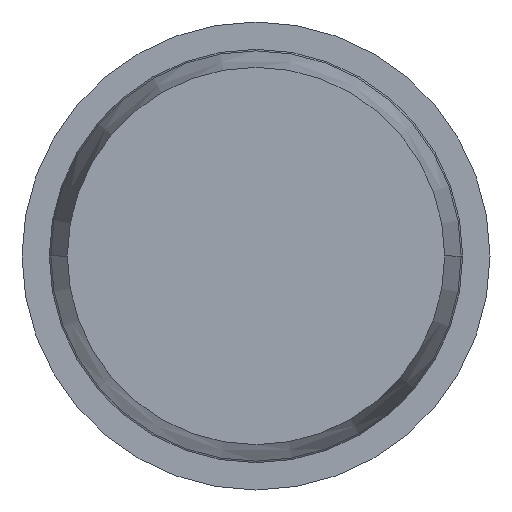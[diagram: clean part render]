
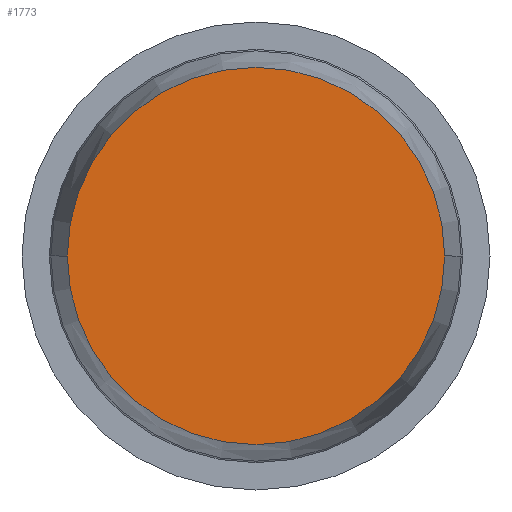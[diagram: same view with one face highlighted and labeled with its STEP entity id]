
A CAD part, front view. The second image highlights one B-rep face of the part: STEP entity #1773.
In plain terms, the highlighted planar face has unit normal (0, -1, 0).
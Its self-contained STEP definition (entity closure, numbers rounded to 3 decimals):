
#302 = FACE_OUTER_BOUND ( 'NONE', #3002, .T. ) ;
#381 = EDGE_CURVE ( 'Defeature ausgef�hrt1_2+Defeature ausgef�hrt1_11+Defeature ausgef�hrt1_11+Defeature ausgef�hrt1_11', #4107, #1238, #1551, .T. ) ;
#523 = DIRECTION ( 'NONE',  ( 0., -1., 0. ) ) ;
#526 = CARTESIAN_POINT ( 'NONE',  ( 1.209, -19., 0. ) ) ;
#932 = DIRECTION ( 'NONE',  ( 0., -1., 0. ) ) ;
#953 = DIRECTION ( 'NONE',  ( 0., -1., 0. ) ) ;
#1238 = VERTEX_POINT ( 'NONE', #526 ) ;
#1551 = CIRCLE ( 'NONE', #2593, 1.209 ) ;
#1563 = DIRECTION ( 'NONE',  ( 1., 0., 0. ) ) ;
#1773 = ADVANCED_FACE ( 'Defeature ausgef�hrt1_2', ( #302 ), #3653, .T. ) ;
#1985 = DIRECTION ( 'NONE',  ( 1., 0., 0. ) ) ;
#2018 = CARTESIAN_POINT ( 'NONE',  ( 0., -19., 0. ) ) ;
#2129 = EDGE_CURVE ( 'Defeature ausgef�hrt1_2+Defeature ausgef�hrt1_11+Defeature ausgef�hrt1_11+Defeature ausgef�hrt1_11', #1238, #4107, #3097, .T. ) ;
#2292 = AXIS2_PLACEMENT_3D ( 'NONE', #2018, #953, #3410 ) ;
#2384 = AXIS2_PLACEMENT_3D ( 'NONE', #4343, #523, #1563 ) ;
#2392 = CARTESIAN_POINT ( 'NONE',  ( -1.209, -19., 0. ) ) ;
#2593 = AXIS2_PLACEMENT_3D ( 'NONE', #3036, #932, #1985 ) ;
#3002 = EDGE_LOOP ( 'NONE', ( #3680, #4227 ) ) ;
#3036 = CARTESIAN_POINT ( 'NONE',  ( 0., -19., 0. ) ) ;
#3097 = CIRCLE ( 'NONE', #2292, 1.209 ) ;
#3410 = DIRECTION ( 'NONE',  ( 1., 0., 0. ) ) ;
#3653 = PLANE ( 'NONE',  #2384 ) ;
#3680 = ORIENTED_EDGE ( 'NONE', *, *, #381, .T. ) ;
#4107 = VERTEX_POINT ( 'NONE', #2392 ) ;
#4227 = ORIENTED_EDGE ( 'NONE', *, *, #2129, .T. ) ;
#4343 = CARTESIAN_POINT ( 'NONE',  ( 0., -19., 0. ) ) ;
